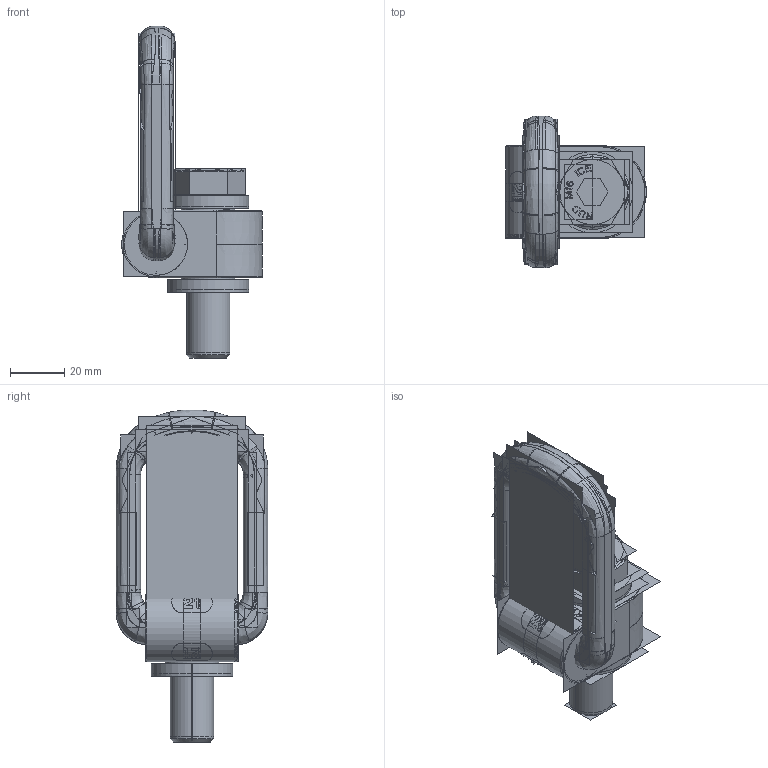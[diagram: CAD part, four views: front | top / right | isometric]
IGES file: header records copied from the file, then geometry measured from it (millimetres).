
Start section:  PTC IGES file: VLBG-PLUS-2t_M16.igs
Global section: file name: VLBG-PLUS-2t_M16.igs; native system: Pro/ENGINEER by Parametric Technology Corporation; preprocessor: 2011490; author: Anja.Joas; organization: Unknown; date: 20160927.095146; units: millimetre
Bounding box: 52 x 56 x 122.75 mm (x, y, z)
Surface area: 79186.2 mm2 (no closed solid volume)
Topology: 0 solids, 0 shells, 2135 faces, 30578 edges, 39492 vertices
Faces by surface type: bspline 1912, revolution 223
